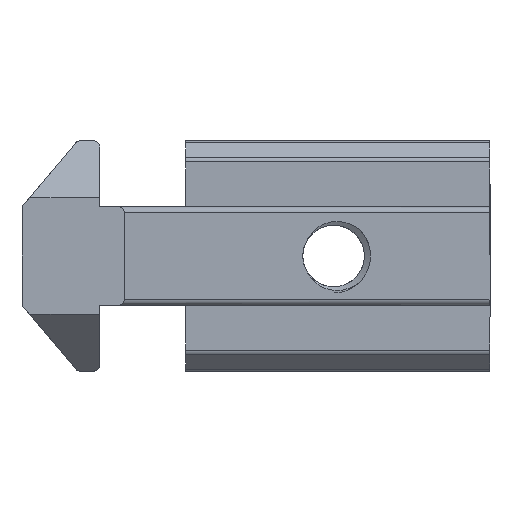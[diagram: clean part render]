
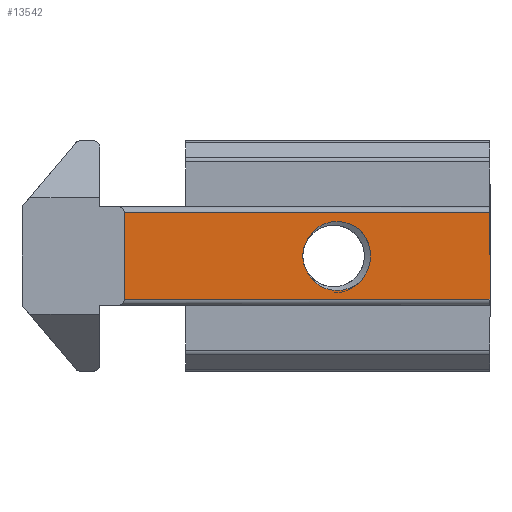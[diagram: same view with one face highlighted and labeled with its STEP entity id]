
A CAD part, front view. The second image highlights one B-rep face of the part: STEP entity #13542.
In plain terms, the highlighted planar face has unit normal (0, -1, 0).
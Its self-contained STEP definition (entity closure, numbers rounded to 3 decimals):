
#207 = B_SPLINE_CURVE_WITH_KNOTS ( 'NONE', 3,
 ( #5093, #5042, #5352, #5356, #5413, #5426, #5333, #5460, #5472, #5443, #5498, #5508, #5400, #5526, #5546, #5551, #5576, #5591 ),
 .UNSPECIFIED., .F., .F.,
 ( 4, 2, 2, 2, 2, 2, 2, 2, 4 ),
 ( 0., 0.001, 0.001, 0.002, 0.002, 0.003, 0.004, 0.004, 0.005 ),
 .UNSPECIFIED. ) ;
#215 = CIRCLE ( 'NONE', #2578, 2.5 ) ;
#333 = EDGE_LOOP ( 'NONE', ( #10906, #1480, #5707, #1889, #3729 ) ) ;
#373 = DIRECTION ( 'NONE',  ( 0., 1., 0. ) ) ;
#393 = DIRECTION ( 'NONE',  ( -1., 0., 0. ) ) ;
#652 = EDGE_LOOP ( 'NONE', ( #1119, #1763, #8358, #5252 ) ) ;
#688 = PLANE ( 'NONE',  #8952 ) ;
#1049 = CARTESIAN_POINT ( 'NONE',  ( 17., 0., 0. ) ) ;
#1119 = ORIENTED_EDGE ( 'NONE', *, *, #12675, .T. ) ;
#1161 = CARTESIAN_POINT ( 'NONE',  ( 15.795, 0., 2.374 ) ) ;
#1233 = AXIS2_PLACEMENT_3D ( 'NONE', #8466, #1539, #9553 ) ;
#1428 = CARTESIAN_POINT ( 'NONE',  ( 17., 0., 0. ) ) ;
#1480 = ORIENTED_EDGE ( 'NONE', *, *, #10294, .T. ) ;
#1539 = DIRECTION ( 'NONE',  ( 0., 1., 0. ) ) ;
#1558 = VERTEX_POINT ( 'NONE', #11969 ) ;
#1763 = ORIENTED_EDGE ( 'NONE', *, *, #12318, .F. ) ;
#1889 = ORIENTED_EDGE ( 'NONE', *, *, #7703, .T. ) ;
#1960 = VERTEX_POINT ( 'NONE', #9839 ) ;
#2148 = DIRECTION ( 'NONE',  ( 1., 0., 0. ) ) ;
#2424 = DIRECTION ( 'NONE',  ( 0., 0., 1. ) ) ;
#2511 = CARTESIAN_POINT ( 'NONE',  ( 16.358, 0., 2.65 ) ) ;
#2578 = AXIS2_PLACEMENT_3D ( 'NONE', #1049, #9204, #2424 ) ;
#2658 = DIRECTION ( 'NONE',  ( 0., 0., 1. ) ) ;
#2661 = CARTESIAN_POINT ( 'NONE',  ( 0., 0., 3.5 ) ) ;
#2919 = EDGE_CURVE ( 'NONE', #7436, #9352, #9309, .T. ) ;
#3100 = FACE_BOUND ( 'NONE', #333, .T. ) ;
#3175 = EDGE_CURVE ( 'NONE', #9352, #1960, #207, .T. ) ;
#3234 = AXIS2_PLACEMENT_3D ( 'NONE', #1428, #373, #393 ) ;
#3393 = DIRECTION ( 'NONE',  ( 0., 0., 1. ) ) ;
#3436 = FACE_OUTER_BOUND ( 'NONE', #652, .T. ) ;
#3611 = LINE ( 'NONE', #10117, #9637 ) ;
#3633 = CARTESIAN_POINT ( 'NONE',  ( 16.966, 0., 2.791 ) ) ;
#3729 = ORIENTED_EDGE ( 'NONE', *, *, #2919, .T. ) ;
#4153 = DIRECTION ( 'NONE',  ( -1., 0., 0. ) ) ;
#4289 = CARTESIAN_POINT ( 'NONE',  ( 0., 0., -3.5 ) ) ;
#4589 = CARTESIAN_POINT ( 'NONE',  ( 14.942, 0., 1.476 ) ) ;
#4631 = CARTESIAN_POINT ( 'NONE',  ( 17.588, 0., 2.788 ) ) ;
#4686 = CARTESIAN_POINT ( 'NONE',  ( 14.509, 0., 3.5 ) ) ;
#5042 = CARTESIAN_POINT ( 'NONE',  ( 18.941, 0., -2.271 ) ) ;
#5093 = CARTESIAN_POINT ( 'NONE',  ( 19.104, 0., -2.138 ) ) ;
#5252 = ORIENTED_EDGE ( 'NONE', *, *, #9644, .F. ) ;
#5333 = CARTESIAN_POINT ( 'NONE',  ( 17.594, 0., -2.788 ) ) ;
#5352 = CARTESIAN_POINT ( 'NONE',  ( 18.767, 0., -2.384 ) ) ;
#5356 = CARTESIAN_POINT ( 'NONE',  ( 18.398, 0., -2.572 ) ) ;
#5400 = CARTESIAN_POINT ( 'NONE',  ( 15.8, 0., -2.377 ) ) ;
#5413 = CARTESIAN_POINT ( 'NONE',  ( 18.2, 0., -2.648 ) ) ;
#5426 = CARTESIAN_POINT ( 'NONE',  ( 17.799, 0., -2.755 ) ) ;
#5443 = CARTESIAN_POINT ( 'NONE',  ( 16.561, 0., -2.714 ) ) ;
#5460 = CARTESIAN_POINT ( 'NONE',  ( 17.177, 0., -2.806 ) ) ;
#5472 = CARTESIAN_POINT ( 'NONE',  ( 16.968, 0., -2.791 ) ) ;
#5498 = CARTESIAN_POINT ( 'NONE',  ( 16.36, 0., -2.65 ) ) ;
#5508 = CARTESIAN_POINT ( 'NONE',  ( 15.979, 0., -2.482 ) ) ;
#5526 = CARTESIAN_POINT ( 'NONE',  ( 15.467, 0., -2.125 ) ) ;
#5546 = CARTESIAN_POINT ( 'NONE',  ( 15.315, 0., -1.98 ) ) ;
#5551 = CARTESIAN_POINT ( 'NONE',  ( 15.055, 0., -1.658 ) ) ;
#5576 = CARTESIAN_POINT ( 'NONE',  ( 14.944, 0., -1.479 ) ) ;
#5591 = CARTESIAN_POINT ( 'NONE',  ( 14.857, 0., -1.288 ) ) ;
#5707 = ORIENTED_EDGE ( 'NONE', *, *, #10663, .T. ) ;
#5803 = CARTESIAN_POINT ( 'NONE',  ( 18.4, 0., 2.595 ) ) ;
#5853 = CARTESIAN_POINT ( 'NONE',  ( 19.104, 0., 2.138 ) ) ;
#6542 = CARTESIAN_POINT ( 'NONE',  ( 14.509, 0., -3.5 ) ) ;
#6996 = CARTESIAN_POINT ( 'NONE',  ( 15.051, 0., 1.653 ) ) ;
#7044 = CARTESIAN_POINT ( 'NONE',  ( 19.104, 0., 2.138 ) ) ;
#7281 = CARTESIAN_POINT ( 'NONE',  ( 29.7, 0., 3.5 ) ) ;
#7308 = CIRCLE ( 'NONE', #1233, 3. ) ;
#7403 = VERTEX_POINT ( 'NONE', #12000 ) ;
#7436 = VERTEX_POINT ( 'NONE', #7810 ) ;
#7703 = EDGE_CURVE ( 'NONE', #10700, #7436, #7308, .T. ) ;
#7810 = CARTESIAN_POINT ( 'NONE',  ( 20., 0., 0. ) ) ;
#8187 = CARTESIAN_POINT ( 'NONE',  ( 15.464, 0., 2.123 ) ) ;
#8342 = VECTOR ( 'NONE', #4153, 1000. ) ;
#8358 = ORIENTED_EDGE ( 'NONE', *, *, #11067, .F. ) ;
#8466 = CARTESIAN_POINT ( 'NONE',  ( 17., 0., 0. ) ) ;
#8951 = DIRECTION ( 'NONE',  ( 0., -1., 0. ) ) ;
#8952 = AXIS2_PLACEMENT_3D ( 'NONE', #4289, #8951, #2148 ) ;
#8996 = CARTESIAN_POINT ( 'NONE',  ( 19.104, 0., -2.138 ) ) ;
#9204 = DIRECTION ( 'NONE',  ( 0., 1., 0. ) ) ;
#9285 = CARTESIAN_POINT ( 'NONE',  ( 15.977, 0., 2.481 ) ) ;
#9309 = CIRCLE ( 'NONE', #3234, 3. ) ;
#9352 = VERTEX_POINT ( 'NONE', #8996 ) ;
#9535 = VERTEX_POINT ( 'NONE', #2661 ) ;
#9553 = DIRECTION ( 'NONE',  ( -1., 0., 0. ) ) ;
#9555 = CARTESIAN_POINT ( 'NONE',  ( 0., 0., 0. ) ) ;
#9637 = VECTOR ( 'NONE', #3393, 1000. ) ;
#9644 = EDGE_CURVE ( 'NONE', #11205, #1558, #11500, .T. ) ;
#9839 = CARTESIAN_POINT ( 'NONE',  ( 14.857, 0., -1.288 ) ) ;
#9882 = CARTESIAN_POINT ( 'NONE',  ( 29.7, 0., -3.5 ) ) ;
#10117 = CARTESIAN_POINT ( 'NONE',  ( 29.7, 0., 0. ) ) ;
#10294 = EDGE_CURVE ( 'NONE', #1960, #7403, #215, .T. ) ;
#10386 = CARTESIAN_POINT ( 'NONE',  ( 16.555, 0., 2.712 ) ) ;
#10488 = VECTOR ( 'NONE', #12373, 1000. ) ;
#10663 = EDGE_CURVE ( 'NONE', #7403, #10700, #12327, .T. ) ;
#10700 = VERTEX_POINT ( 'NONE', #5853 ) ;
#10844 = VECTOR ( 'NONE', #2658, 1000. ) ;
#10906 = ORIENTED_EDGE ( 'NONE', *, *, #3175, .T. ) ;
#11053 = VERTEX_POINT ( 'NONE', #7281 ) ;
#11067 = EDGE_CURVE ( 'NONE', #1558, #9535, #11163, .T. ) ;
#11163 = LINE ( 'NONE', #9555, #10844 ) ;
#11205 = VERTEX_POINT ( 'NONE', #9882 ) ;
#11411 = CARTESIAN_POINT ( 'NONE',  ( 17.175, 0., 2.806 ) ) ;
#11500 = LINE ( 'NONE', #6542, #8342 ) ;
#11969 = CARTESIAN_POINT ( 'NONE',  ( 0., 0., -3.5 ) ) ;
#12000 = CARTESIAN_POINT ( 'NONE',  ( 14.855, 0., 1.285 ) ) ;
#12280 = CARTESIAN_POINT ( 'NONE',  ( 14.855, 0., 1.285 ) ) ;
#12318 = EDGE_CURVE ( 'NONE', #9535, #11053, #12696, .T. ) ;
#12326 = CARTESIAN_POINT ( 'NONE',  ( 17.797, 0., 2.756 ) ) ;
#12327 = B_SPLINE_CURVE_WITH_KNOTS ( 'NONE', 3,
 ( #12280, #4589, #6996, #14057, #8187, #1161, #9285, #2511, #10386, #3633, #11411, #4631, #12326, #5803, #13212, #7044 ),
 .UNSPECIFIED., .F., .F.,
 ( 4, 2, 2, 2, 2, 2, 2, 4 ),
 ( 0., 0.001, 0.001, 0.002, 0.002, 0.003, 0.004, 0.005 ),
 .UNSPECIFIED. ) ;
#12373 = DIRECTION ( 'NONE',  ( 1., 0., 0. ) ) ;
#12675 = EDGE_CURVE ( 'NONE', #11205, #11053, #3611, .T. ) ;
#12696 = LINE ( 'NONE', #4686, #10488 ) ;
#13212 = CARTESIAN_POINT ( 'NONE',  ( 18.779, 0., 2.404 ) ) ;
#13542 = ADVANCED_FACE ( 'NONE', ( #3100, #3436 ), #688, .T. ) ;
#14057 = CARTESIAN_POINT ( 'NONE',  ( 15.311, 0., 1.977 ) ) ;
